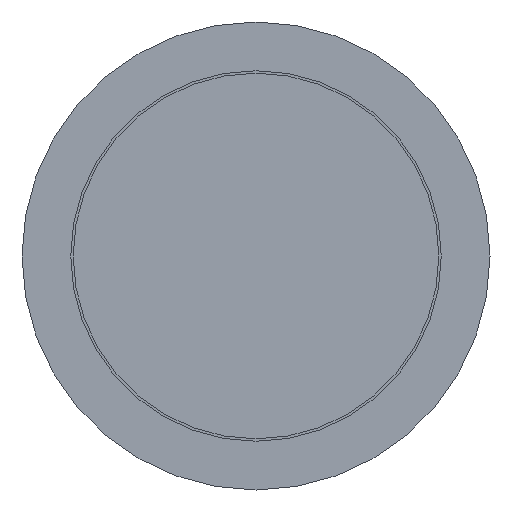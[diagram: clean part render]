
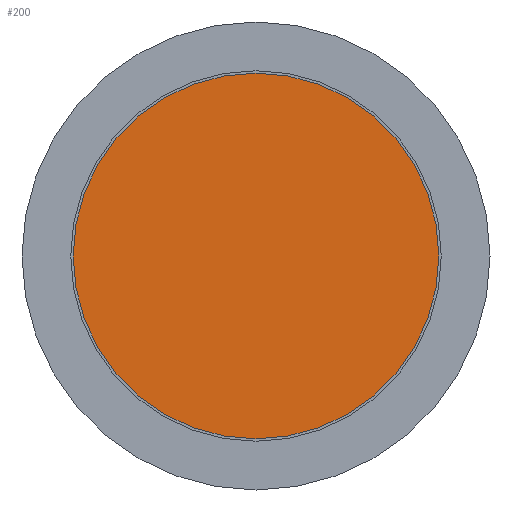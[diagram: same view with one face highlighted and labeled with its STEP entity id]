
A CAD part, front view. The second image highlights one B-rep face of the part: STEP entity #200.
In plain terms, the highlighted planar face has unit normal (0, -1, 0).
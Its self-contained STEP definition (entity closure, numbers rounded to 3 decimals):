
#17 = DIRECTION ( 'NONE',  ( 0., 0., 1. ) ) ;
#41 = AXIS2_PLACEMENT_3D ( 'NONE', #94, #299, #51 ) ;
#51 = DIRECTION ( 'NONE',  ( 0., 0., -1. ) ) ;
#93 = ORIENTED_EDGE ( 'NONE', *, *, #127, .T. ) ;
#94 = CARTESIAN_POINT ( 'NONE',  ( 0., 0., 0. ) ) ;
#127 = EDGE_CURVE ( 'NONE', #395, #395, #456, .T. ) ;
#135 = DIRECTION ( 'NONE',  ( 0., 1., 0. ) ) ;
#200 = ADVANCED_FACE ( 'NONE', ( #258 ), #400, .F. ) ;
#258 = FACE_OUTER_BOUND ( 'NONE', #441, .T. ) ;
#299 = DIRECTION ( 'NONE',  ( 0., -1., 0. ) ) ;
#395 = VERTEX_POINT ( 'NONE', #520 ) ;
#400 = PLANE ( 'NONE',  #458 ) ;
#441 = EDGE_LOOP ( 'NONE', ( #93 ) ) ;
#456 = CIRCLE ( 'NONE', #41, 18.75 ) ;
#458 = AXIS2_PLACEMENT_3D ( 'NONE', #523, #135, #17 ) ;
#520 = CARTESIAN_POINT ( 'NONE',  ( 0., 0., -18.75 ) ) ;
#523 = CARTESIAN_POINT ( 'NONE',  ( -18.75, 0., 0. ) ) ;
